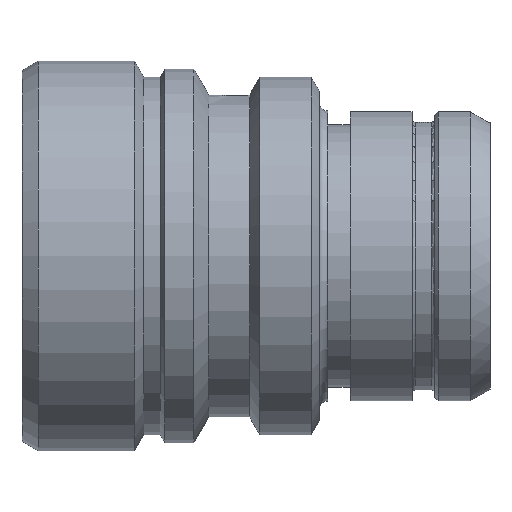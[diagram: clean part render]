
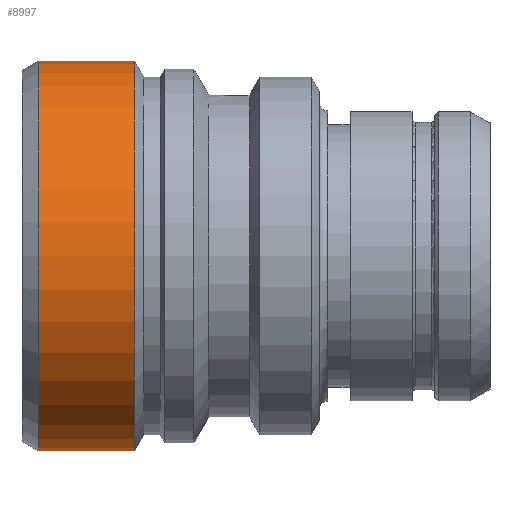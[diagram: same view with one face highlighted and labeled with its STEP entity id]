
A CAD part, top view. The second image highlights one B-rep face of the part: STEP entity #8997.
In plain terms, the highlighted cylindrical face has radius 12 mm (diameter 24 mm), a partial arc.
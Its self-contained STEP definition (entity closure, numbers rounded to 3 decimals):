
#376=CARTESIAN_POINT('',(1.,0.,0.));
#377=DIRECTION('',(1.,0.,0.));
#378=DIRECTION('',(0.,1.,0.));
#379=AXIS2_PLACEMENT_3D('',#376,#377,#378);
#381=CARTESIAN_POINT('',(6.923,0.,0.));
#382=DIRECTION('',(1.,0.,0.));
#383=DIRECTION('',(0.,1.,0.));
#384=AXIS2_PLACEMENT_3D('',#381,#382,#383);
#386=DIRECTION('',(-1.,0.,0.));
#387=VECTOR('',#386,5.923);
#388=CARTESIAN_POINT('',(6.923,12.,0.));
#389=LINE('981',#388,#387);
#390=DIRECTION('',(-1.,0.,0.));
#391=VECTOR('',#390,5.923);
#392=CARTESIAN_POINT('',(6.923,-12.,0.));
#393=LINE('996',#392,#391);
#7248=CARTESIAN_POINT('',(6.923,12.,0.));
#7249=VERTEX_POINT('',#7248);
#7250=CARTESIAN_POINT('',(1.,12.,0.));
#7251=VERTEX_POINT('',#7250);
#7284=CARTESIAN_POINT('',(6.923,-12.,0.));
#7285=VERTEX_POINT('',#7284);
#7286=CARTESIAN_POINT('',(1.,-12.,0.));
#7287=VERTEX_POINT('',#7286);
#8983=CARTESIAN_POINT('',(-1.44,0.,0.));
#8984=DIRECTION('',(1.,0.,0.));
#8985=DIRECTION('',(0.,-1.,0.));
#8986=AXIS2_PLACEMENT_3D('',#8983,#8984,#8985);
#8987=CYLINDRICAL_SURFACE('277',#8986,12.);
#8989=ORIENTED_EDGE('981',*,*,#8988,.F.);
#8991=ORIENTED_EDGE('1014',*,*,#8990,.T.);
#8993=ORIENTED_EDGE('996',*,*,#8992,.T.);
#8994=ORIENTED_EDGE('1015',*,*,#8969,.F.);
#8995=EDGE_LOOP('277',(#8989,#8991,#8993,#8994));
#8996=FACE_OUTER_BOUND('277',#8995,.F.);
#380=CIRCLE('1015',#379,12.);
#385=CIRCLE('1014',#384,12.);
#8969=EDGE_CURVE('1015',#7251,#7287,#380,.T.);
#8988=EDGE_CURVE('981',#7249,#7251,#389,.T.);
#8990=EDGE_CURVE('1014',#7249,#7285,#385,.T.);
#8992=EDGE_CURVE('996',#7285,#7287,#393,.T.);
#8997=ADVANCED_FACE('277',(#8996),#8987,.T.);
